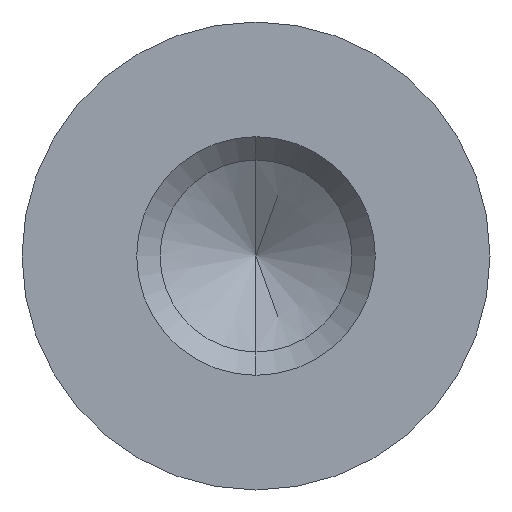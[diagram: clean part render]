
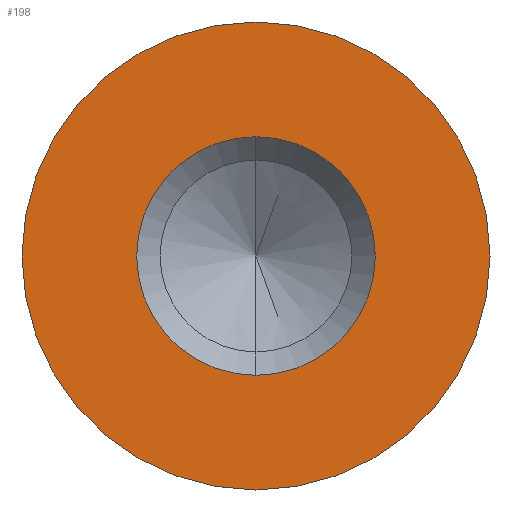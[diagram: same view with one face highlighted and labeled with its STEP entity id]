
A CAD part, left-side view. The second image highlights one B-rep face of the part: STEP entity #198.
In plain terms, the highlighted planar face has unit normal (-1, 0, 0).
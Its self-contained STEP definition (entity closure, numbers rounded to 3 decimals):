
#2 = EDGE_CURVE ( 'NONE', #735, #104, #407, .T. ) ;
#3 = ORIENTED_EDGE ( 'NONE', *, *, #570, .F. ) ;
#38 = DIRECTION ( 'NONE',  ( 0., -1., 0. ) ) ;
#40 = AXIS2_PLACEMENT_3D ( 'NONE', #125, #824, #129 ) ;
#43 = ORIENTED_EDGE ( 'NONE', *, *, #70, .T. ) ;
#50 = CIRCLE ( 'NONE', #546, 5. ) ;
#70 = EDGE_CURVE ( 'NONE', #709, #679, #652, .T. ) ;
#72 = DIRECTION ( 'NONE',  ( -1., 0., 0. ) ) ;
#86 = DIRECTION ( 'NONE',  ( 0., 0., 1. ) ) ;
#104 = VERTEX_POINT ( 'NONE', #545 ) ;
#105 = DIRECTION ( 'NONE',  ( 0., 1., 0. ) ) ;
#125 = CARTESIAN_POINT ( 'NONE',  ( -2., 0., 0. ) ) ;
#129 = DIRECTION ( 'NONE',  ( 0., 0., 1. ) ) ;
#153 = DIRECTION ( 'NONE',  ( 0., -1., 0. ) ) ;
#193 = ORIENTED_EDGE ( 'NONE', *, *, #2, .F. ) ;
#198 = ADVANCED_FACE ( 'NONE', ( #365, #625 ), #678, .F. ) ;
#205 = EDGE_CURVE ( 'NONE', #679, #709, #50, .T. ) ;
#240 = AXIS2_PLACEMENT_3D ( 'NONE', #752, #690, #105 ) ;
#365 = FACE_BOUND ( 'NONE', #808, .T. ) ;
#390 = ORIENTED_EDGE ( 'NONE', *, *, #205, .T. ) ;
#407 = CIRCLE ( 'NONE', #40, 2.55 ) ;
#431 = CARTESIAN_POINT ( 'NONE',  ( -2., 0., 0. ) ) ;
#443 = CARTESIAN_POINT ( 'NONE',  ( -2., -5., 0. ) ) ;
#535 = DIRECTION ( 'NONE',  ( -1., 0., 0. ) ) ;
#545 = CARTESIAN_POINT ( 'NONE',  ( -2., 0., 2.55 ) ) ;
#546 = AXIS2_PLACEMENT_3D ( 'NONE', #431, #683, #38 ) ;
#567 = AXIS2_PLACEMENT_3D ( 'NONE', #665, #72, #153 ) ;
#570 = EDGE_CURVE ( 'NONE', #104, #735, #657, .T. ) ;
#601 = CARTESIAN_POINT ( 'NONE',  ( -2., 0., 0. ) ) ;
#623 = CARTESIAN_POINT ( 'NONE',  ( -2., 5., 0. ) ) ;
#625 = FACE_OUTER_BOUND ( 'NONE', #689, .T. ) ;
#627 = CARTESIAN_POINT ( 'NONE',  ( -2., 0., -2.55 ) ) ;
#652 = CIRCLE ( 'NONE', #567, 5. ) ;
#657 = CIRCLE ( 'NONE', #682, 2.55 ) ;
#665 = CARTESIAN_POINT ( 'NONE',  ( -2., 0., 0. ) ) ;
#678 = PLANE ( 'NONE',  #240 ) ;
#679 = VERTEX_POINT ( 'NONE', #623 ) ;
#682 = AXIS2_PLACEMENT_3D ( 'NONE', #601, #535, #86 ) ;
#683 = DIRECTION ( 'NONE',  ( -1., 0., 0. ) ) ;
#689 = EDGE_LOOP ( 'NONE', ( #43, #390 ) ) ;
#690 = DIRECTION ( 'NONE',  ( 1., 0., 0. ) ) ;
#709 = VERTEX_POINT ( 'NONE', #443 ) ;
#735 = VERTEX_POINT ( 'NONE', #627 ) ;
#752 = CARTESIAN_POINT ( 'NONE',  ( -2., 5., 0. ) ) ;
#808 = EDGE_LOOP ( 'NONE', ( #3, #193 ) ) ;
#824 = DIRECTION ( 'NONE',  ( -1., 0., 0. ) ) ;
